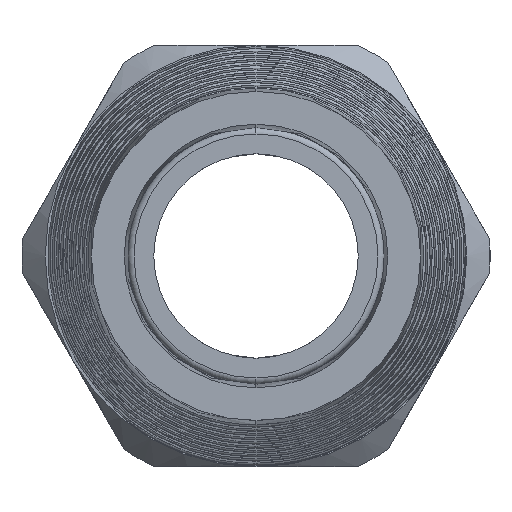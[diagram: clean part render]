
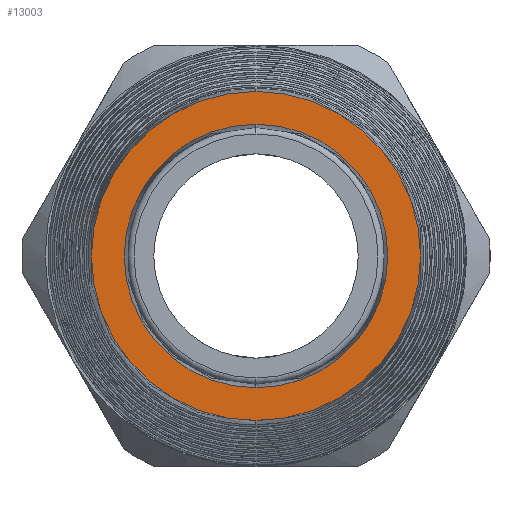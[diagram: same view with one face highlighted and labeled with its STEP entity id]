
A CAD part, left-side view. The second image highlights one B-rep face of the part: STEP entity #13003.
In plain terms, the highlighted planar face has unit normal (-1, 0, 0).
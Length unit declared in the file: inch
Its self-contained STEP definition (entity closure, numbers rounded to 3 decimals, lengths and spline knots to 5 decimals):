
#740 = PLANE ( 'NONE',  #4569 ) ;
#871 = EDGE_CURVE ( 'NONE', #1145, #1150, #14715, .T. ) ;
#1143 = EDGE_CURVE ( 'NONE', #1150, #1145, #15570, .T. ) ;
#1145 = VERTEX_POINT ( 'NONE', #15565 ) ;
#1150 = VERTEX_POINT ( 'NONE', #15563 ) ;
#2449 = CARTESIAN_POINT ( 'NONE',  ( -4.8, 0., 0.40631 ) ) ;
#2450 = CARTESIAN_POINT ( 'NONE',  ( -4.8, 0., -0.40631 ) ) ;
#2683 = DIRECTION ( 'NONE',  ( 0., 0., 1. ) ) ;
#2684 = DIRECTION ( 'NONE',  ( -1., 0., 0. ) ) ;
#2685 = CARTESIAN_POINT ( 'NONE',  ( -4.8, 0., 0. ) ) ;
#2686 = AXIS2_PLACEMENT_3D ( 'NONE', #2685, #2684, #2683 ) ;
#2691 = CIRCLE ( 'NONE', #2686, 0.40631 ) ;
#4287 = DIRECTION ( 'NONE',  ( 0., 0., 1. ) ) ;
#4288 = DIRECTION ( 'NONE',  ( -1., 0., 0. ) ) ;
#4289 = AXIS2_PLACEMENT_3D ( 'NONE', #4295, #4288, #4287 ) ;
#4290 = CIRCLE ( 'NONE', #4289, 0.40631 ) ;
#4295 = CARTESIAN_POINT ( 'NONE',  ( -4.8, 0., 0. ) ) ;
#4369 = FACE_BOUND ( 'NONE', #12983, .T. ) ;
#4370 = FACE_OUTER_BOUND ( 'NONE', #13004, .T. ) ;
#4565 = DIRECTION ( 'NONE',  ( 0., 0., 1. ) ) ;
#4566 = DIRECTION ( 'NONE',  ( -1., 0., 0. ) ) ;
#4567 = CARTESIAN_POINT ( 'NONE',  ( -4.8, 0., 0. ) ) ;
#4569 = AXIS2_PLACEMENT_3D ( 'NONE', #4567, #4566, #4565 ) ;
#12306 = VERTEX_POINT ( 'NONE', #2450 ) ;
#12308 = VERTEX_POINT ( 'NONE', #2449 ) ;
#12404 = EDGE_CURVE ( 'NONE', #12306, #12308, #2691, .T. ) ;
#12982 = ORIENTED_EDGE ( 'NONE', *, *, #1143, .T. ) ;
#12983 = EDGE_LOOP ( 'NONE', ( #12984, #12986 ) ) ;
#12984 = ORIENTED_EDGE ( 'NONE', *, *, #12985, .F. ) ;
#12985 = EDGE_CURVE ( 'NONE', #12308, #12306, #4290, .T. ) ;
#12986 = ORIENTED_EDGE ( 'NONE', *, *, #12404, .F. ) ;
#13003 = ADVANCED_FACE ( 'NONE', ( #4370, #4369 ), #740, .T. ) ;
#13004 = EDGE_LOOP ( 'NONE', ( #13005, #12982 ) ) ;
#13005 = ORIENTED_EDGE ( 'NONE', *, *, #871, .T. ) ;
#14711 = DIRECTION ( 'NONE',  ( 0., 0., 1. ) ) ;
#14712 = DIRECTION ( 'NONE',  ( -1., 0., 0. ) ) ;
#14713 = CARTESIAN_POINT ( 'NONE',  ( -4.8, 0., 0. ) ) ;
#14714 = AXIS2_PLACEMENT_3D ( 'NONE', #14713, #14712, #14711 ) ;
#14715 = CIRCLE ( 'NONE', #14714, 0.50723 ) ;
#15563 = CARTESIAN_POINT ( 'NONE',  ( -4.8, 0., 0.50723 ) ) ;
#15565 = CARTESIAN_POINT ( 'NONE',  ( -4.8, 0., -0.50723 ) ) ;
#15566 = DIRECTION ( 'NONE',  ( 0., 0., 1. ) ) ;
#15567 = DIRECTION ( 'NONE',  ( -1., 0., 0. ) ) ;
#15568 = CARTESIAN_POINT ( 'NONE',  ( -4.8, 0., 0. ) ) ;
#15569 = AXIS2_PLACEMENT_3D ( 'NONE', #15568, #15567, #15566 ) ;
#15570 = CIRCLE ( 'NONE', #15569, 0.50723 ) ;
